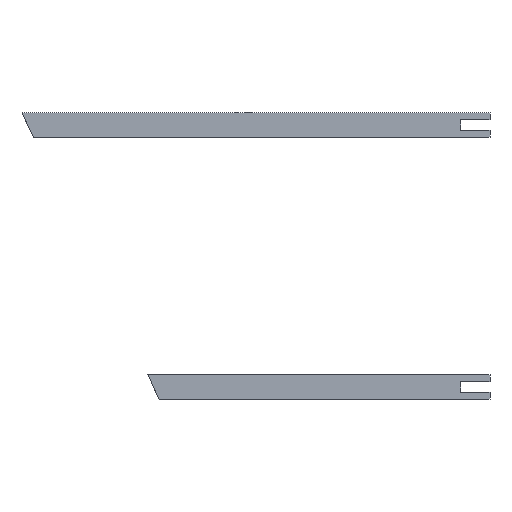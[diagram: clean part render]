
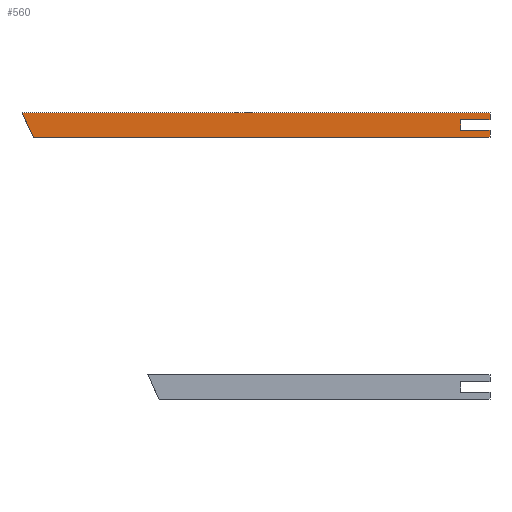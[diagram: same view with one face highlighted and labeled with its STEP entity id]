
A CAD part, top view. The second image highlights one B-rep face of the part: STEP entity #560.
In plain terms, the highlighted planar face has unit normal (0, 0, 1).
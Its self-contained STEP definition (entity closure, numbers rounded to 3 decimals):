
#290=CARTESIAN_POINT('Axis2P3D Location',(0.,0.,6.)) ;
#311=CARTESIAN_POINT('Line Origine',(57.431,-111.,6.)) ;
#315=CARTESIAN_POINT('Vertex',(59.829,-116.,6.)) ;
#317=CARTESIAN_POINT('Vertex',(55.033,-106.,6.)) ;
#351=CARTESIAN_POINT('Line Origine',(151.517,-106.,6.)) ;
#355=CARTESIAN_POINT('Vertex',(248.,-106.,6.)) ;
#377=CARTESIAN_POINT('Line Origine',(248.,-107.375,6.)) ;
#381=CARTESIAN_POINT('Vertex',(248.,-108.75,6.)) ;
#408=CARTESIAN_POINT('Line Origine',(242.,-108.75,6.)) ;
#412=CARTESIAN_POINT('Vertex',(236.,-108.75,6.)) ;
#434=CARTESIAN_POINT('Line Origine',(236.,-111.,6.)) ;
#438=CARTESIAN_POINT('Vertex',(236.,-113.25,6.)) ;
#465=CARTESIAN_POINT('Line Origine',(242.,-113.25,6.)) ;
#469=CARTESIAN_POINT('Vertex',(248.,-113.25,6.)) ;
#491=CARTESIAN_POINT('Line Origine',(248.,-114.625,6.)) ;
#495=CARTESIAN_POINT('Vertex',(248.,-116.,6.)) ;
#522=CARTESIAN_POINT('Line Origine',(153.915,-116.,6.)) ;
#313=VECTOR('Line Direction',#312,1.) ;
#353=VECTOR('Line Direction',#352,1.) ;
#379=VECTOR('Line Direction',#378,1.) ;
#410=VECTOR('Line Direction',#409,1.) ;
#436=VECTOR('Line Direction',#435,1.) ;
#467=VECTOR('Line Direction',#466,1.) ;
#493=VECTOR('Line Direction',#492,1.) ;
#524=VECTOR('Line Direction',#523,1.) ;
#291=DIRECTION('Axis2P3D Direction',(0.,0.,-1.)) ;
#292=DIRECTION('Axis2P3D XDirection',(1.,0.,0.)) ;
#312=DIRECTION('Vector Direction',(-0.432,0.902,0.)) ;
#352=DIRECTION('Vector Direction',(-1.,0.,0.)) ;
#378=DIRECTION('Vector Direction',(0.,-1.,0.)) ;
#409=DIRECTION('Vector Direction',(-1.,0.,0.)) ;
#435=DIRECTION('Vector Direction',(0.,-1.,0.)) ;
#466=DIRECTION('Vector Direction',(-1.,0.,0.)) ;
#492=DIRECTION('Vector Direction',(0.,-1.,0.)) ;
#523=DIRECTION('Vector Direction',(1.,0.,0.)) ;
#293=AXIS2_PLACEMENT_3D('Plane Axis2P3D',#290,#291,#292) ;
#314=LINE('Line',#311,#313) ;
#354=LINE('Line',#351,#353) ;
#380=LINE('Line',#377,#379) ;
#411=LINE('Line',#408,#410) ;
#437=LINE('Line',#434,#436) ;
#468=LINE('Line',#465,#467) ;
#494=LINE('Line',#491,#493) ;
#525=LINE('Line',#522,#524) ;
#294=PLANE('',#293) ;
#319=EDGE_CURVE('',#316,#318,#314,.T.) ;
#357=EDGE_CURVE('',#318,#356,#354,.F.) ;
#383=EDGE_CURVE('',#356,#382,#380,.T.) ;
#414=EDGE_CURVE('',#382,#413,#411,.T.) ;
#440=EDGE_CURVE('',#413,#439,#437,.T.) ;
#471=EDGE_CURVE('',#439,#470,#468,.F.) ;
#497=EDGE_CURVE('',#470,#496,#494,.T.) ;
#526=EDGE_CURVE('',#496,#316,#525,.F.) ;
#551=ORIENTED_EDGE('',*,*,#526,.F.) ;
#552=ORIENTED_EDGE('',*,*,#497,.F.) ;
#553=ORIENTED_EDGE('',*,*,#471,.F.) ;
#554=ORIENTED_EDGE('',*,*,#440,.F.) ;
#555=ORIENTED_EDGE('',*,*,#414,.F.) ;
#556=ORIENTED_EDGE('',*,*,#383,.F.) ;
#557=ORIENTED_EDGE('',*,*,#357,.F.) ;
#558=ORIENTED_EDGE('',*,*,#319,.F.) ;
#550=EDGE_LOOP('',(#551,#552,#553,#554,#555,#556,#557,#558)) ;
#316=VERTEX_POINT('',#315) ;
#318=VERTEX_POINT('',#317) ;
#356=VERTEX_POINT('',#355) ;
#382=VERTEX_POINT('',#381) ;
#413=VERTEX_POINT('',#412) ;
#439=VERTEX_POINT('',#438) ;
#470=VERTEX_POINT('',#469) ;
#496=VERTEX_POINT('',#495) ;
#560=ADVANCED_FACE('PartBody',(#559),#294,.F.) ;
#559=FACE_OUTER_BOUND('',#550,.T.) ;
